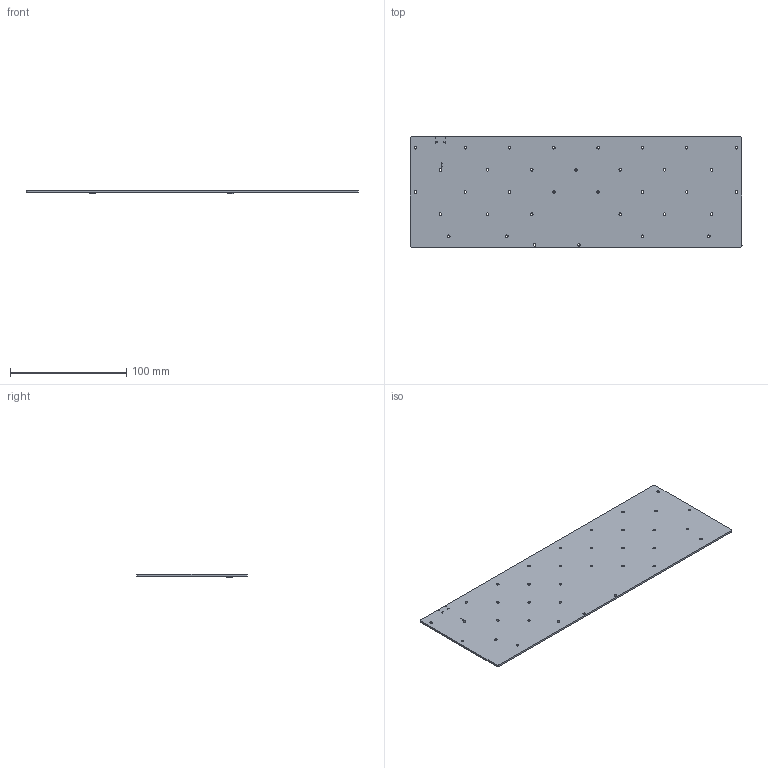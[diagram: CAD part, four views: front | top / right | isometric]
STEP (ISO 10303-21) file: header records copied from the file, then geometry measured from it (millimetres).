
FILE_DESCRIPTION(('KiCad electronic assembly'),'2;1');
FILE_NAME('denna.step','2023-01-09T16:35:54',('Pcbnew'),('Kicad'), 'Open CASCADE STEP processor 7.5','KiCad to STEP converter','Unknown' );
FILE_SCHEMA(('AUTOMOTIVE_DESIGN { 1 0 10303 214 1 1 1 1 }'));
Length unit declared in the file: millimetre
Products named in the file (4): denna 1; SSOP-16_4.4x5.2mm_P0.65mm; SOLID; denna PCB
Assembly tree (4 placements, depth 3):
  denna 1
    SSOP-16_4.4x5.2mm_P0.65mm  x2
      SOLID
    denna PCB
Bounding box: 285.75 x 95.25 x 3.04 mm (x, y, z)
Volume: 43107.6 mm3; surface area: 55950.6 mm2
Topology: 3 solids, 3 shells, 617 faces, 1651 edges, 1042 vertices
Faces by surface type: bspline 552, cylinder 51, plane 14
Full cylindrical faces by diameter (mm): 0.65 x2, 1 x2, 2.2 x35
Entity records: 23303 total; most frequent: CARTESIAN_POINT 8229, B_SPLINE_CURVE_WITH_KNOTS 1933, ORIENTED_EDGE 1840, PCURVE 1840, DEFINITIONAL_REPRESENTATION 1840, EDGE_CURVE 920, SURFACE_CURVE 880, DIRECTION 707
